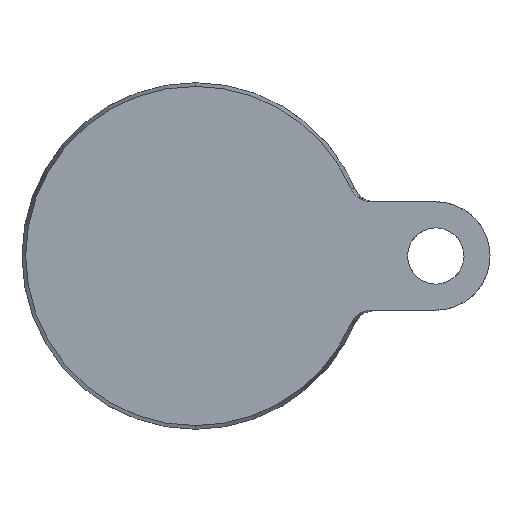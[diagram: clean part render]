
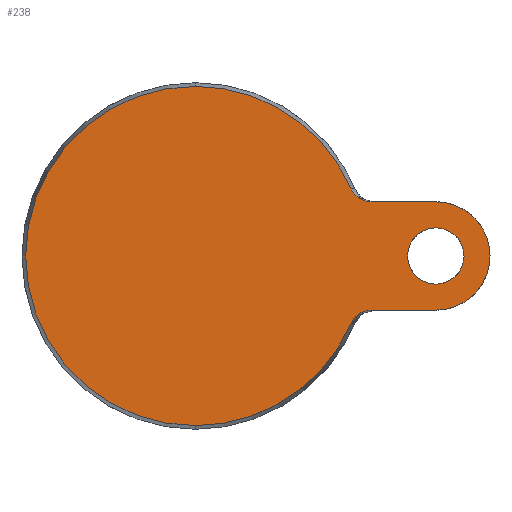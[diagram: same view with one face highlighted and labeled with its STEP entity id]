
A CAD part, front view. The second image highlights one B-rep face of the part: STEP entity #238.
In plain terms, the highlighted planar face has unit normal (0, -1, 0).
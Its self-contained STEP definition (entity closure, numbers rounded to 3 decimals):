
#11 = CARTESIAN_POINT ( 'NONE',  ( 36.124, 0., -15.081 ) ) ;
#18 = ORIENTED_EDGE ( 'NONE', *, *, #32, .T. ) ;
#30 = EDGE_CURVE ( 'NONE', #1137, #1042, #62, .T. ) ;
#32 = EDGE_CURVE ( 'NONE', #236, #863, #128, .T. ) ;
#47 = CARTESIAN_POINT ( 'NONE',  ( 40.579, 0., 12.5 ) ) ;
#48 = CARTESIAN_POINT ( 'NONE',  ( 35.928, 0., -15.535 ) ) ;
#52 = EDGE_CURVE ( 'NONE', #863, #162, #731, .T. ) ;
#59 = CARTESIAN_POINT ( 'NONE',  ( 36.124, 0., 15.081 ) ) ;
#60 = ORIENTED_EDGE ( 'NONE', *, *, #30, .T. ) ;
#62 = CIRCLE ( 'NONE', #264, 6.5 ) ;
#75 = CARTESIAN_POINT ( 'NONE',  ( 0., 0., 0. ) ) ;
#78 = FACE_BOUND ( 'NONE', #918, .T. ) ;
#88 = CARTESIAN_POINT ( 'NONE',  ( 40.579, 0., -12.5 ) ) ;
#98 = CARTESIAN_POINT ( 'NONE',  ( -39.143, 0., 0. ) ) ;
#109 = CARTESIAN_POINT ( 'NONE',  ( 39.592, 0., -12.572 ) ) ;
#128 = CIRCLE ( 'NONE', #978, 39.143 ) ;
#138 = EDGE_CURVE ( 'NONE', #621, #1222, #1311, .T. ) ;
#162 = VERTEX_POINT ( 'NONE', #48 ) ;
#172 = CARTESIAN_POINT ( 'NONE',  ( 37.4, 0., 13.603 ) ) ;
#180 = CARTESIAN_POINT ( 'NONE',  ( 37.032, 0., 13.927 ) ) ;
#192 = VERTEX_POINT ( 'NONE', #920 ) ;
#204 = CARTESIAN_POINT ( 'NONE',  ( 55.5, 0., -12.5 ) ) ;
#218 = CARTESIAN_POINT ( 'NONE',  ( 36.857, 0., -14.106 ) ) ;
#221 = LINE ( 'NONE', #630, #1322 ) ;
#223 = DIRECTION ( 'NONE',  ( 0., 0., -1. ) ) ;
#230 = DIRECTION ( 'NONE',  ( 0., 0., -1. ) ) ;
#236 = VERTEX_POINT ( 'NONE', #318 ) ;
#238 = ADVANCED_FACE ( 'NONE', ( #1156, #78 ), #1068, .F. ) ;
#241 = CIRCLE ( 'NONE', #1008, 12.5 ) ;
#259 = EDGE_CURVE ( 'NONE', #621, #719, #1273, .T. ) ;
#264 = AXIS2_PLACEMENT_3D ( 'NONE', #861, #1085, #785 ) ;
#274 = ORIENTED_EDGE ( 'NONE', *, *, #259, .F. ) ;
#278 = CARTESIAN_POINT ( 'NONE',  ( 36.861, 0., 14.101 ) ) ;
#280 = CARTESIAN_POINT ( 'NONE',  ( 55.5, 0., 6.5 ) ) ;
#299 = CARTESIAN_POINT ( 'NONE',  ( 55.5, 0., -6.5 ) ) ;
#305 = DIRECTION ( 'NONE',  ( 1., 0., 0. ) ) ;
#318 = CARTESIAN_POINT ( 'NONE',  ( 0., 0., 39.143 ) ) ;
#322 = DIRECTION ( 'NONE',  ( 0., 1., 0. ) ) ;
#327 = AXIS2_PLACEMENT_3D ( 'NONE', #75, #1160, #381 ) ;
#328 = CARTESIAN_POINT ( 'NONE',  ( 0., 0., 0. ) ) ;
#335 = DIRECTION ( 'NONE',  ( 0., 0., 1. ) ) ;
#342 = CARTESIAN_POINT ( 'NONE',  ( 55.5, 0., 0. ) ) ;
#355 = CARTESIAN_POINT ( 'NONE',  ( 0., 0., -39.143 ) ) ;
#366 = ORIENTED_EDGE ( 'NONE', *, *, #960, .T. ) ;
#375 = CARTESIAN_POINT ( 'NONE',  ( 36.388, 0., 14.659 ) ) ;
#381 = DIRECTION ( 'NONE',  ( 0., 0., -1. ) ) ;
#385 = CARTESIAN_POINT ( 'NONE',  ( 35.928, 0., 15.535 ) ) ;
#408 = CARTESIAN_POINT ( 'NONE',  ( 55.5, 0., 12.5 ) ) ;
#432 = CARTESIAN_POINT ( 'NONE',  ( 38., 0., -13.192 ) ) ;
#446 = ORIENTED_EDGE ( 'NONE', *, *, #484, .T. ) ;
#450 = DIRECTION ( 'NONE',  ( 0., -1., 0. ) ) ;
#466 = AXIS2_PLACEMENT_3D ( 'NONE', #1326, #1193, #223 ) ;
#484 = EDGE_CURVE ( 'NONE', #1042, #1137, #1380, .T. ) ;
#514 = CARTESIAN_POINT ( 'NONE',  ( 55.5, 0., 0. ) ) ;
#527 = DIRECTION ( 'NONE',  ( 0., 1., 0. ) ) ;
#530 = CARTESIAN_POINT ( 'NONE',  ( 37.591, 0., -13.458 ) ) ;
#539 = ORIENTED_EDGE ( 'NONE', *, *, #678, .F. ) ;
#541 = B_SPLINE_CURVE_WITH_KNOTS ( 'NONE', 3,
 ( #1063, #11, #1072, #218, #1288, #1282, #530, #432, #856, #1295, #1269, #109, #1080, #88 ),
 .UNSPECIFIED., .F., .F.,
 ( 4, 2, 2, 2, 2, 2, 4 ),
 ( 0., 0.001, 0.002, 0.003, 0.004, 0.004, 0.006 ),
 .UNSPECIFIED. ) ;
#562 = ORIENTED_EDGE ( 'NONE', *, *, #138, .T. ) ;
#621 = VERTEX_POINT ( 'NONE', #47 ) ;
#623 = CIRCLE ( 'NONE', #327, 39.143 ) ;
#629 = ORIENTED_EDGE ( 'NONE', *, *, #633, .F. ) ;
#630 = CARTESIAN_POINT ( 'NONE',  ( 15., 0., -12.5 ) ) ;
#633 = EDGE_CURVE ( 'NONE', #719, #767, #241, .T. ) ;
#678 = EDGE_CURVE ( 'NONE', #767, #192, #221, .T. ) ;
#691 = CARTESIAN_POINT ( 'NONE',  ( 39.603, 0., 12.57 ) ) ;
#695 = ORIENTED_EDGE ( 'NONE', *, *, #1115, .T. ) ;
#719 = VERTEX_POINT ( 'NONE', #408 ) ;
#731 = CIRCLE ( 'NONE', #466, 39.143 ) ;
#753 = CARTESIAN_POINT ( 'NONE',  ( 15., 0., 12.5 ) ) ;
#759 = DIRECTION ( 'NONE',  ( 0., 0., -1. ) ) ;
#767 = VERTEX_POINT ( 'NONE', #204 ) ;
#768 = DIRECTION ( 'NONE',  ( -1., 0., 0. ) ) ;
#776 = DIRECTION ( 'NONE',  ( 0., 1., 0. ) ) ;
#785 = DIRECTION ( 'NONE',  ( 0., 0., 1. ) ) ;
#811 = CARTESIAN_POINT ( 'NONE',  ( 40.579, 0., 12.5 ) ) ;
#817 = CARTESIAN_POINT ( 'NONE',  ( 38.897, 0., 12.778 ) ) ;
#839 = DIRECTION ( 'NONE',  ( 0., 0., 1. ) ) ;
#856 = CARTESIAN_POINT ( 'NONE',  ( 38.218, 0., -13.072 ) ) ;
#861 = CARTESIAN_POINT ( 'NONE',  ( 55.5, 0., 0. ) ) ;
#863 = VERTEX_POINT ( 'NONE', #355 ) ;
#918 = EDGE_LOOP ( 'NONE', ( #60, #446 ) ) ;
#920 = CARTESIAN_POINT ( 'NONE',  ( 40.579, 0., -12.5 ) ) ;
#932 = VECTOR ( 'NONE', #305, 1000. ) ;
#955 = AXIS2_PLACEMENT_3D ( 'NONE', #342, #776, #335 ) ;
#960 = EDGE_CURVE ( 'NONE', #1222, #236, #623, .T. ) ;
#978 = AXIS2_PLACEMENT_3D ( 'NONE', #328, #450, #230 ) ;
#1008 = AXIS2_PLACEMENT_3D ( 'NONE', #514, #322, #759 ) ;
#1021 = CARTESIAN_POINT ( 'NONE',  ( 38.008, 0., 13.187 ) ) ;
#1025 = AXIS2_PLACEMENT_3D ( 'NONE', #98, #527, #839 ) ;
#1042 = VERTEX_POINT ( 'NONE', #280 ) ;
#1063 = CARTESIAN_POINT ( 'NONE',  ( 35.928, 0., -15.535 ) ) ;
#1068 = PLANE ( 'NONE',  #1025 ) ;
#1072 = CARTESIAN_POINT ( 'NONE',  ( 36.381, 0., -14.668 ) ) ;
#1080 = CARTESIAN_POINT ( 'NONE',  ( 40.085, 0., -12.5 ) ) ;
#1085 = DIRECTION ( 'NONE',  ( 0., 1., 0. ) ) ;
#1094 = CARTESIAN_POINT ( 'NONE',  ( 35.928, 0., 15.535 ) ) ;
#1115 = EDGE_CURVE ( 'NONE', #162, #192, #541, .T. ) ;
#1127 = CARTESIAN_POINT ( 'NONE',  ( 40.085, 0., 12.5 ) ) ;
#1137 = VERTEX_POINT ( 'NONE', #299 ) ;
#1156 = FACE_OUTER_BOUND ( 'NONE', #1188, .T. ) ;
#1160 = DIRECTION ( 'NONE',  ( 0., -1., 0. ) ) ;
#1188 = EDGE_LOOP ( 'NONE', ( #274, #562, #366, #18, #1217, #695, #539, #629 ) ) ;
#1193 = DIRECTION ( 'NONE',  ( 0., -1., 0. ) ) ;
#1217 = ORIENTED_EDGE ( 'NONE', *, *, #52, .T. ) ;
#1222 = VERTEX_POINT ( 'NONE', #1094 ) ;
#1248 = CARTESIAN_POINT ( 'NONE',  ( 38.221, 0., 13.07 ) ) ;
#1269 = CARTESIAN_POINT ( 'NONE',  ( 38.891, 0., -12.781 ) ) ;
#1273 = LINE ( 'NONE', #753, #932 ) ;
#1282 = CARTESIAN_POINT ( 'NONE',  ( 37.397, 0., -13.606 ) ) ;
#1288 = CARTESIAN_POINT ( 'NONE',  ( 37.031, 0., -13.929 ) ) ;
#1295 = CARTESIAN_POINT ( 'NONE',  ( 38.663, 0., -12.866 ) ) ;
#1311 = B_SPLINE_CURVE_WITH_KNOTS ( 'NONE', 3,
 ( #811, #1127, #691, #817, #1348, #1248, #1021, #1355, #172, #180, #278, #375, #59, #385 ),
 .UNSPECIFIED., .F., .F.,
 ( 4, 2, 2, 2, 2, 2, 4 ),
 ( 0., 0.001, 0.002, 0.003, 0.004, 0.004, 0.006 ),
 .UNSPECIFIED. ) ;
#1322 = VECTOR ( 'NONE', #768, 1000. ) ;
#1326 = CARTESIAN_POINT ( 'NONE',  ( 0., 0., 0. ) ) ;
#1348 = CARTESIAN_POINT ( 'NONE',  ( 38.665, 0., 12.866 ) ) ;
#1355 = CARTESIAN_POINT ( 'NONE',  ( 37.598, 0., 13.453 ) ) ;
#1380 = CIRCLE ( 'NONE', #955, 6.5 ) ;
